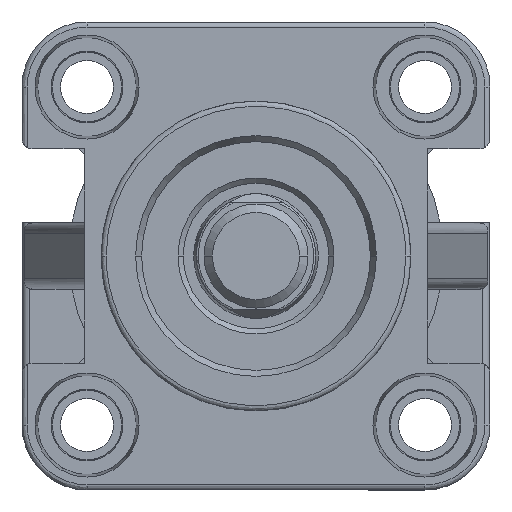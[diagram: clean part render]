
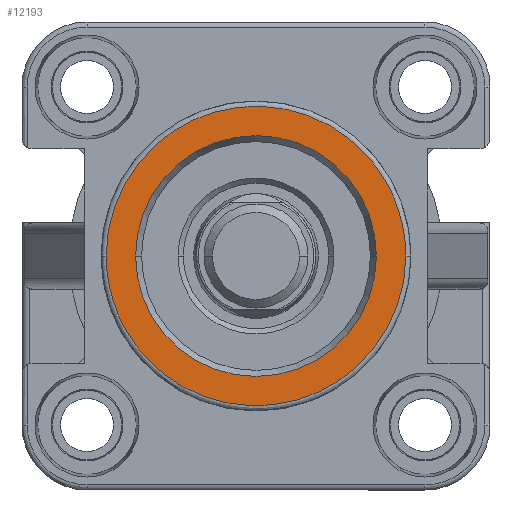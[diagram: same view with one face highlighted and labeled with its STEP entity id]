
A CAD part, left-side view. The second image highlights one B-rep face of the part: STEP entity #12193.
In plain terms, the highlighted planar face has unit normal (-1, 0, 0).
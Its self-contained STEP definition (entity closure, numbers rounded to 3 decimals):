
#403 = VERTEX_POINT ( 'NONE', #2331 ) ;
#1086 = VERTEX_POINT ( 'NONE', #5512 ) ;
#1324 = CARTESIAN_POINT ( 'NONE',  ( 0., 0., 11.577 ) ) ;
#1995 = FACE_BOUND ( 'NONE', #15786, .T. ) ;
#2331 = CARTESIAN_POINT ( 'NONE',  ( 0., 0., -14.4 ) ) ;
#2375 = ORIENTED_EDGE ( 'NONE', *, *, #8740, .F. ) ;
#2979 = DIRECTION ( 'NONE',  ( 1., 0., 0. ) ) ;
#3144 = CARTESIAN_POINT ( 'NONE',  ( 0., -28.8, -14.4 ) ) ;
#3381 = CIRCLE ( 'NONE', #9313, 11.577 ) ;
#4408 = ORIENTED_EDGE ( 'NONE', *, *, #11605, .F. ) ;
#5512 = CARTESIAN_POINT ( 'NONE',  ( 0., 0., 14.4 ) ) ;
#5615 = AXIS2_PLACEMENT_3D ( 'NONE', #9310, #9359, #10667 ) ;
#5629 = CARTESIAN_POINT ( 'NONE',  ( 0., 0., 0. ) ) ;
#5661 = CARTESIAN_POINT ( 'NONE',  ( 0., 0., 14.4 ) ) ;
#5854 = CARTESIAN_POINT ( 'NONE',  ( 0., 11., 0. ) ) ;
#7029 = ORIENTED_EDGE ( 'NONE', *, *, #12620, .F. ) ;
#8269 = CIRCLE ( 'NONE', #5615, 11.577 ) ;
#8516 =( BOUNDED_CURVE ( )  B_SPLINE_CURVE ( 3, ( #5661, #16752, #3144, #15173 ),
 .UNSPECIFIED., .F., .F. ) 
 B_SPLINE_CURVE_WITH_KNOTS ( ( 4, 4 ),
 ( 0., 1. ),
 .UNSPECIFIED. ) 
 CURVE ( )  GEOMETRIC_REPRESENTATION_ITEM ( )  RATIONAL_B_SPLINE_CURVE ( ( 1., 0.333, 0.333, 1. ) ) 
 REPRESENTATION_ITEM ( '' )  );
#8536 = DIRECTION ( 'NONE',  ( 0., 0., -1. ) ) ;
#8740 = EDGE_CURVE ( 'NONE', #14613, #17078, #8269, .T. ) ;
#9310 = CARTESIAN_POINT ( 'NONE',  ( 0., 0., 0. ) ) ;
#9313 = AXIS2_PLACEMENT_3D ( 'NONE', #5629, #13940, #11145 ) ;
#9359 = DIRECTION ( 'NONE',  ( -1., 0., 0. ) ) ;
#9772 = PLANE ( 'NONE',  #14694 ) ;
#9931 = CARTESIAN_POINT ( 'NONE',  ( 0., 0., -11.577 ) ) ;
#10619 = CARTESIAN_POINT ( 'NONE',  ( 0., 28.8, 14.4 ) ) ;
#10667 = DIRECTION ( 'NONE',  ( 0., 0., 1. ) ) ;
#10793 = CARTESIAN_POINT ( 'NONE',  ( 0., 0., -14.4 ) ) ;
#10922 =( BOUNDED_CURVE ( )  B_SPLINE_CURVE ( 3, ( #10793, #12123, #10619, #16272 ),
 .UNSPECIFIED., .F., .F. ) 
 B_SPLINE_CURVE_WITH_KNOTS ( ( 4, 4 ),
 ( 0., 1. ),
 .UNSPECIFIED. ) 
 CURVE ( )  GEOMETRIC_REPRESENTATION_ITEM ( )  RATIONAL_B_SPLINE_CURVE ( ( 1., 0.333, 0.333, 1. ) ) 
 REPRESENTATION_ITEM ( '' )  );
#11145 = DIRECTION ( 'NONE',  ( 0., 0., 1. ) ) ;
#11605 = EDGE_CURVE ( 'NONE', #17078, #14613, #3381, .T. ) ;
#12123 = CARTESIAN_POINT ( 'NONE',  ( 0., 28.8, -14.4 ) ) ;
#12193 = ADVANCED_FACE ( 'NONE', ( #1995, #12463 ), #9772, .F. ) ;
#12219 = EDGE_CURVE ( 'NONE', #1086, #403, #8516, .T. ) ;
#12463 = FACE_OUTER_BOUND ( 'NONE', #15977, .T. ) ;
#12620 = EDGE_CURVE ( 'NONE', #403, #1086, #10922, .T. ) ;
#13940 = DIRECTION ( 'NONE',  ( -1., 0., 0. ) ) ;
#14613 = VERTEX_POINT ( 'NONE', #1324 ) ;
#14694 = AXIS2_PLACEMENT_3D ( 'NONE', #5854, #2979, #8536 ) ;
#15173 = CARTESIAN_POINT ( 'NONE',  ( 0., 0., -14.4 ) ) ;
#15552 = ORIENTED_EDGE ( 'NONE', *, *, #12219, .F. ) ;
#15786 = EDGE_LOOP ( 'NONE', ( #2375, #4408 ) ) ;
#15977 = EDGE_LOOP ( 'NONE', ( #7029, #15552 ) ) ;
#16272 = CARTESIAN_POINT ( 'NONE',  ( 0., 0., 14.4 ) ) ;
#16752 = CARTESIAN_POINT ( 'NONE',  ( 0., -28.8, 14.4 ) ) ;
#17078 = VERTEX_POINT ( 'NONE', #9931 ) ;
